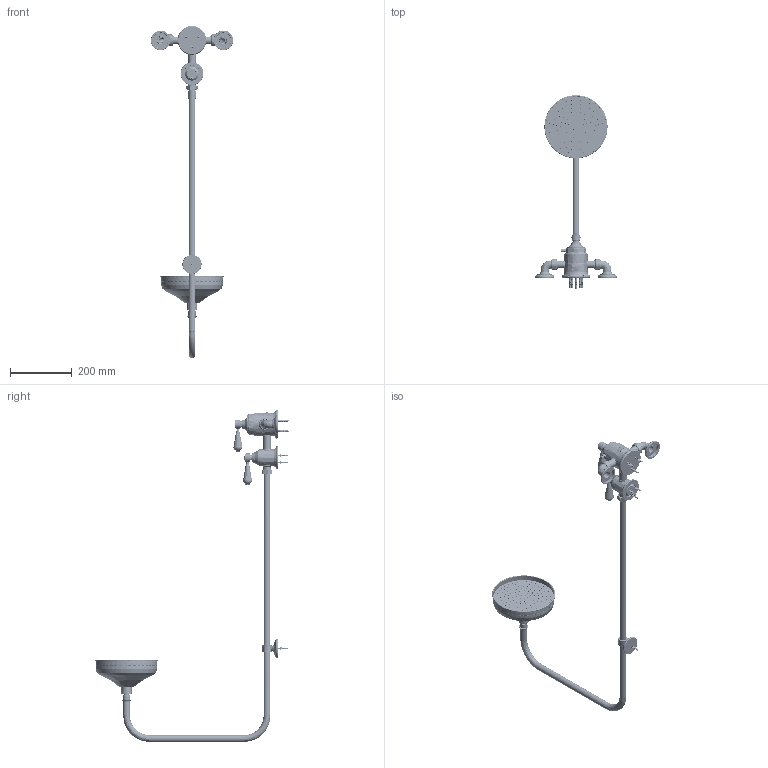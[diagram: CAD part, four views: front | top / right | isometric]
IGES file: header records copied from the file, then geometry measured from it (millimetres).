
Global section: file name: V2K7A-SB SC; native system: Autodesk Inventor 2018; preprocessor: unknown; author: aduggalther; date: 20180305.121327; units: millimetre
Bounding box: 265.98 x 627.09 x 1073.31 mm (x, y, z)
Volume: 2270399.9 mm3; surface area: 656335.9 mm2
Topology: 127 solids, 131 shells, 5549 faces, 15171 edges, 10217 vertices
Faces by surface type: bspline 5549
